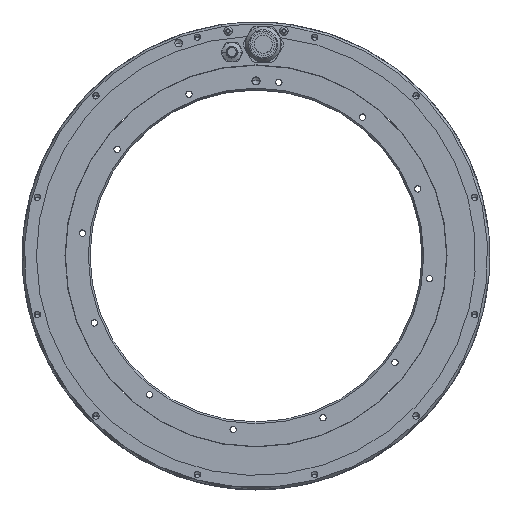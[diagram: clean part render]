
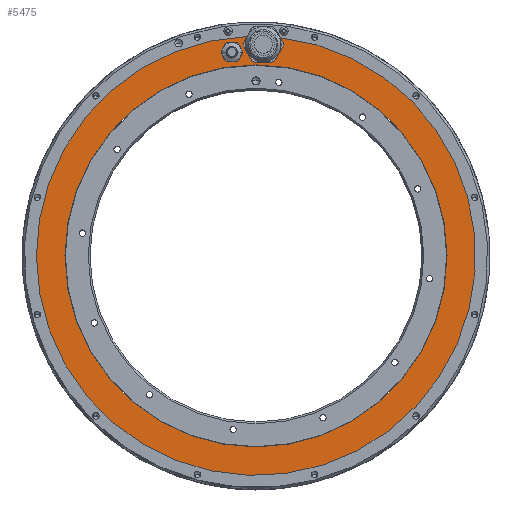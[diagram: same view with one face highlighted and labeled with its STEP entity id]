
A CAD part, top view. The second image highlights one B-rep face of the part: STEP entity #5475.
In plain terms, the highlighted planar face has unit normal (0, 0, 1).
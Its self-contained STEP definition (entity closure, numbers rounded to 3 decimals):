
#488=DIRECTION('',(0.5,-0.866,0.));
#489=VECTOR('',#488,3.137);
#490=CARTESIAN_POINT('',(-11.155,139.608,
-0.15));
#491=LINE('',#490,#489);
#492=CARTESIAN_POINT('',(-16.,135.,-0.15));
#493=DIRECTION('',(0.,0.,1.));
#494=DIRECTION('',(0.725,0.689,0.));
#495=AXIS2_PLACEMENT_3D('',#492,#493,#494);
#497=DIRECTION('',(-1.,0.,0.));
#498=VECTOR('',#497,3.137);
#499=CARTESIAN_POINT('',(-14.431,141.5,-0.15));
#500=LINE('',#499,#498);
#501=CARTESIAN_POINT('',(-16.,135.,-0.15));
#502=DIRECTION('',(0.,0.,1.));
#503=DIRECTION('',(-0.235,0.972,0.));
#504=AXIS2_PLACEMENT_3D('',#501,#502,#503);
#506=DIRECTION('',(0.5,0.866,0.));
#507=VECTOR('',#506,3.137);
#508=CARTESIAN_POINT('',(-22.413,136.892,
-0.15));
#509=LINE('',#508,#507);
#510=CARTESIAN_POINT('',(-16.,135.,-0.15));
#511=DIRECTION('',(0.,0.,1.));
#512=DIRECTION('',(-0.959,0.283,0.));
#513=AXIS2_PLACEMENT_3D('',#510,#511,#512);
#515=DIRECTION('',(-0.5,0.866,0.));
#516=VECTOR('',#515,3.137);
#517=CARTESIAN_POINT('',(-20.845,130.392,
-0.15));
#518=LINE('',#517,#516);
#519=CARTESIAN_POINT('',(-16.,135.,-0.15));
#520=DIRECTION('',(0.,0.,1.));
#521=DIRECTION('',(-0.725,-0.689,0.));
#522=AXIS2_PLACEMENT_3D('',#519,#520,#521);
#524=DIRECTION('',(1.,0.,0.));
#525=VECTOR('',#524,3.137);
#526=CARTESIAN_POINT('',(-17.569,128.5,-0.15));
#527=LINE('',#526,#525);
#528=CARTESIAN_POINT('',(-16.,135.,-0.15));
#529=DIRECTION('',(0.,0.,1.));
#530=DIRECTION('',(0.235,-0.972,0.));
#531=AXIS2_PLACEMENT_3D('',#528,#529,#530);
#533=DIRECTION('',(-0.5,-0.866,0.));
#534=VECTOR('',#533,3.137);
#535=CARTESIAN_POINT('',(-9.587,133.108,
-0.15));
#536=LINE('',#535,#534);
#537=CARTESIAN_POINT('',(-16.,135.,-0.15));
#538=DIRECTION('',(0.,0.,1.));
#539=DIRECTION('',(0.959,-0.283,0.));
#540=AXIS2_PLACEMENT_3D('',#537,#538,#539);
#542=CARTESIAN_POINT('',(4.8,140.2,-0.15));
#543=DIRECTION('',(0.,0.,1.));
#544=DIRECTION('',(-0.766,-0.643,0.));
#545=AXIS2_PLACEMENT_3D('',#542,#543,#544);
#547=DIRECTION('',(-1.,0.,0.));
#548=VECTOR('',#547,4.249);
#549=CARTESIAN_POINT('',(6.924,128.2,-0.15));
#550=LINE('',#549,#548);
#551=CARTESIAN_POINT('',(4.8,140.2,-0.15));
#552=DIRECTION('',(0.,0.,1.));
#553=DIRECTION('',(0.174,-0.985,0.));
#554=AXIS2_PLACEMENT_3D('',#551,#552,#553);
#556=DIRECTION('',(-0.5,-0.866,0.));
#557=VECTOR('',#556,4.249);
#558=CARTESIAN_POINT('',(16.255,136.04,-0.15));
#559=LINE('',#558,#557);
#560=CARTESIAN_POINT('',(4.8,140.2,-0.15));
#561=DIRECTION('',(0.,0.,1.));
#562=DIRECTION('',(0.94,-0.341,0.));
#563=AXIS2_PLACEMENT_3D('',#560,#561,#562);
#565=DIRECTION('',(0.5,-0.866,0.));
#566=VECTOR('',#565,0.283);
#567=CARTESIAN_POINT('',(16.113,144.605,-0.15));
#568=LINE('',#567,#566);
#569=DIRECTION('',(-0.5,-0.866,0.));
#570=VECTOR('',#569,1.17);
#571=CARTESIAN_POINT('',(-6.07,145.373,
-0.15));
#572=LINE('',#571,#570);
#573=CARTESIAN_POINT('',(4.8,140.2,-0.15));
#574=DIRECTION('',(0.,0.,1.));
#575=DIRECTION('',(-0.94,0.341,0.));
#576=AXIS2_PLACEMENT_3D('',#573,#574,#575);
#578=DIRECTION('',(0.5,-0.866,0.));
#579=VECTOR('',#578,4.249);
#580=CARTESIAN_POINT('',(-6.655,136.04,
-0.15));
#581=LINE('',#580,#579);
#591=CARTESIAN_POINT('',(0.,0.,-0.15));
#592=DIRECTION('',(0.,0.,1.));
#593=DIRECTION('',(-1.,0.,0.));
#594=AXIS2_PLACEMENT_3D('',#591,#592,#593);
#1904=CARTESIAN_POINT('',(0.,0.,-0.15));
#1905=DIRECTION('',(0.,0.,1.));
#1906=DIRECTION('',(-0.042,0.999,0.));
#1907=AXIS2_PLACEMENT_3D('',#1904,#1905,#1906);
#3408=CARTESIAN_POINT('',(0.,0.,-0.15));
#3409=DIRECTION('',(0.,0.,1.));
#3410=DIRECTION('',(1.,0.,0.));
#3411=AXIS2_PLACEMENT_3D('',#3408,#3409,#3410);
#4005=CARTESIAN_POINT('',(-126.575,0.,-0.15));
#4006=CARTESIAN_POINT('',(126.575,0.,-0.15));
#4007=VERTEX_POINT('',#4005);
#4008=VERTEX_POINT('',#4006);
#4177=CARTESIAN_POINT('',(-11.155,139.608,
-0.15));
#4178=CARTESIAN_POINT('',(-9.587,136.892,
-0.15));
#4179=VERTEX_POINT('',#4177);
#4180=VERTEX_POINT('',#4178);
#4181=CARTESIAN_POINT('',(-14.431,141.5,-0.15));
#4182=VERTEX_POINT('',#4181);
#4183=CARTESIAN_POINT('',(-17.569,141.5,-0.15));
#4184=VERTEX_POINT('',#4183);
#4185=CARTESIAN_POINT('',(-20.845,139.608,
-0.15));
#4186=VERTEX_POINT('',#4185);
#4187=CARTESIAN_POINT('',(-22.413,136.892,
-0.15));
#4188=VERTEX_POINT('',#4187);
#4189=CARTESIAN_POINT('',(-22.413,133.108,
-0.15));
#4190=VERTEX_POINT('',#4189);
#4191=CARTESIAN_POINT('',(-20.845,130.392,
-0.15));
#4192=VERTEX_POINT('',#4191);
#4193=CARTESIAN_POINT('',(-17.569,128.5,-0.15));
#4194=VERTEX_POINT('',#4193);
#4195=CARTESIAN_POINT('',(-14.431,128.5,-0.15));
#4196=VERTEX_POINT('',#4195);
#4197=CARTESIAN_POINT('',(-11.155,130.392,
-0.15));
#4198=VERTEX_POINT('',#4197);
#4199=CARTESIAN_POINT('',(-9.587,133.108,
-0.15));
#4200=VERTEX_POINT('',#4199);
#4369=CARTESIAN_POINT('',(-4.53,132.36,
-0.15));
#4370=CARTESIAN_POINT('',(2.676,128.2,-0.15));
#4371=VERTEX_POINT('',#4369);
#4372=VERTEX_POINT('',#4370);
#4373=CARTESIAN_POINT('',(-6.655,136.04,
-0.15));
#4374=VERTEX_POINT('',#4373);
#4375=CARTESIAN_POINT('',(-6.655,144.36,
-0.15));
#4376=VERTEX_POINT('',#4375);
#4377=CARTESIAN_POINT('',(-6.07,145.373,
-0.15));
#4378=VERTEX_POINT('',#4377);
#4379=CARTESIAN_POINT('',(16.113,144.605,
-0.15));
#4380=CARTESIAN_POINT('',(16.255,144.36,
-0.15));
#4381=VERTEX_POINT('',#4379);
#4382=VERTEX_POINT('',#4380);
#4383=CARTESIAN_POINT('',(16.255,136.04,
-0.15));
#4384=VERTEX_POINT('',#4383);
#4385=CARTESIAN_POINT('',(14.13,132.36,
-0.15));
#4386=VERTEX_POINT('',#4385);
#4387=CARTESIAN_POINT('',(6.924,128.2,-0.15));
#4388=VERTEX_POINT('',#4387);
#5417=CARTESIAN_POINT('',(0.,0.,-0.15));
#5418=DIRECTION('',(0.,0.,1.));
#5419=DIRECTION('',(1.,0.,0.));
#5420=AXIS2_PLACEMENT_3D('',#5417,#5418,#5419);
#5421=PLANE('',#5420);
#5423=ORIENTED_EDGE('',*,*,#5422,.T.);
#5425=ORIENTED_EDGE('',*,*,#5424,.F.);
#5427=ORIENTED_EDGE('',*,*,#5426,.T.);
#5429=ORIENTED_EDGE('',*,*,#5428,.F.);
#5431=ORIENTED_EDGE('',*,*,#5430,.T.);
#5433=ORIENTED_EDGE('',*,*,#5432,.F.);
#5435=ORIENTED_EDGE('',*,*,#5434,.F.);
#5437=ORIENTED_EDGE('',*,*,#5436,.T.);
#5439=ORIENTED_EDGE('',*,*,#5438,.T.);
#5441=ORIENTED_EDGE('',*,*,#5440,.T.);
#5442=EDGE_LOOP('',(#5423,#5425,#5427,#5429,#5431,#5433,#5435,#5437,#5439,
#5441));
#5443=FACE_OUTER_BOUND('',#5442,.F.);
#5444=ORIENTED_EDGE('',*,*,#5396,.F.);
#5446=ORIENTED_EDGE('',*,*,#5445,.T.);
#5448=ORIENTED_EDGE('',*,*,#5447,.T.);
#5450=ORIENTED_EDGE('',*,*,#5449,.T.);
#5452=ORIENTED_EDGE('',*,*,#5451,.F.);
#5454=ORIENTED_EDGE('',*,*,#5453,.T.);
#5456=ORIENTED_EDGE('',*,*,#5455,.F.);
#5458=ORIENTED_EDGE('',*,*,#5457,.T.);
#5460=ORIENTED_EDGE('',*,*,#5459,.T.);
#5462=ORIENTED_EDGE('',*,*,#5461,.T.);
#5464=ORIENTED_EDGE('',*,*,#5463,.F.);
#5466=ORIENTED_EDGE('',*,*,#5465,.T.);
#5467=EDGE_LOOP('',(#5444,#5446,#5448,#5450,#5452,#5454,#5456,#5458,#5460,#5462,
#5464,#5466));
#5468=FACE_BOUND('',#5467,.F.);
#5470=ORIENTED_EDGE('',*,*,#5469,.T.);
#5472=ORIENTED_EDGE('',*,*,#5471,.T.);
#5473=EDGE_LOOP('',(#5470,#5472));
#5474=FACE_BOUND('',#5473,.F.);
#5475=ADVANCED_FACE('',(#5443,#5468,#5474),#5421,.T.);
#496=CIRCLE('',#495,6.687);
#505=CIRCLE('',#504,6.687);
#514=CIRCLE('',#513,6.687);
#523=CIRCLE('',#522,6.687);
#532=CIRCLE('',#531,6.687);
#541=CIRCLE('',#540,6.687);
#546=CIRCLE('',#545,12.187);
#555=CIRCLE('',#554,12.187);
#564=CIRCLE('',#563,12.187);
#577=CIRCLE('',#576,12.187);
#595=CIRCLE('',#594,126.575);
#1908=CIRCLE('',#1907,145.5);
#3412=CIRCLE('',#3411,126.575);
#5396=EDGE_CURVE('',#4179,#4180,#491,.T.);
#5422=EDGE_CURVE('',#4371,#4372,#546,.T.);
#5424=EDGE_CURVE('',#4388,#4372,#550,.T.);
#5426=EDGE_CURVE('',#4388,#4386,#555,.T.);
#5428=EDGE_CURVE('',#4384,#4386,#559,.T.);
#5430=EDGE_CURVE('',#4384,#4382,#564,.T.);
#5432=EDGE_CURVE('',#4381,#4382,#568,.T.);
#5434=EDGE_CURVE('',#4378,#4381,#1908,.T.);
#5436=EDGE_CURVE('',#4378,#4376,#572,.T.);
#5438=EDGE_CURVE('',#4376,#4374,#577,.T.);
#5440=EDGE_CURVE('',#4374,#4371,#581,.T.);
#5445=EDGE_CURVE('',#4179,#4182,#496,.T.);
#5447=EDGE_CURVE('',#4182,#4184,#500,.T.);
#5449=EDGE_CURVE('',#4184,#4186,#505,.T.);
#5451=EDGE_CURVE('',#4188,#4186,#509,.T.);
#5453=EDGE_CURVE('',#4188,#4190,#514,.T.);
#5455=EDGE_CURVE('',#4192,#4190,#518,.T.);
#5457=EDGE_CURVE('',#4192,#4194,#523,.T.);
#5459=EDGE_CURVE('',#4194,#4196,#527,.T.);
#5461=EDGE_CURVE('',#4196,#4198,#532,.T.);
#5463=EDGE_CURVE('',#4200,#4198,#536,.T.);
#5465=EDGE_CURVE('',#4200,#4180,#541,.T.);
#5469=EDGE_CURVE('',#4007,#4008,#595,.T.);
#5471=EDGE_CURVE('',#4008,#4007,#3412,.T.);
